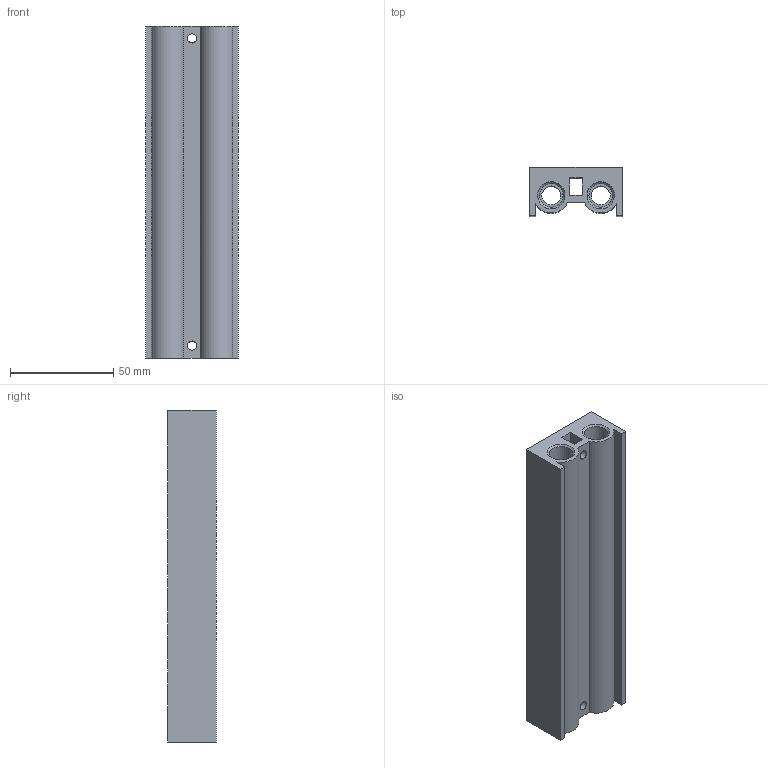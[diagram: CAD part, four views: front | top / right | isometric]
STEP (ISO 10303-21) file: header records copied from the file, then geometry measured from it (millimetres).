
FILE_DESCRIPTION(/* description */ ('STEP AP203'),/* implementation_level */ '2;1');
FILE_NAME(/* name */ 'V322-6F',/* time_stamp */ '2024-05-09T18:51:58+02:00',/* author */ ('License CC BY-ND 4.0'),/* organization */ ('CADENAS'),/* preprocessor_version */ 'ST-DEVELOPER v19.3',/* originating_system */ 'PARTsolutions',/* authorisation */ ' ');
FILE_SCHEMA (('CONFIG_CONTROL_DESIGN'));
Length unit declared in the file: millimetre
Products named in the file (1): V322-6F
Bounding box: 45 x 23.5 x 161 mm (x, y, z)
Volume: 106772.9 mm3; surface area: 44006.9 mm2
Topology: 1 solids, 1 shells, 106 faces, 250 edges, 162 vertices
Faces by surface type: plane 54, cylinder 36, cone 16
Full cylindrical faces by diameter (mm): 3.242 x12, 4.5 x4, 9.157 x2, 10 x12, 11.445 x4
Entity records: 2888 total; most frequent: CARTESIAN_POINT 585, DIRECTION 476, ORIENTED_EDGE 372, EDGE_LOOP 210, FACE_BOUND 210, AXIS2_PLACEMENT_3D 207, EDGE_CURVE 186, VERTEX_POINT 148
